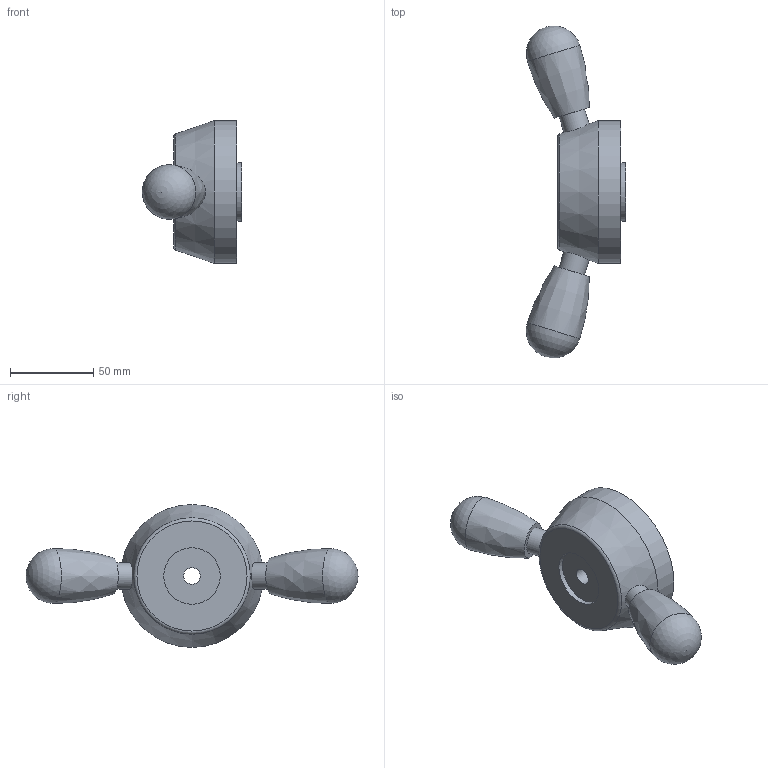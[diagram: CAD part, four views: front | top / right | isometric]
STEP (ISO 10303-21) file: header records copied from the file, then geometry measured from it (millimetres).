
FILE_DESCRIPTION(/* description */ (''),/* implementation_level */ '2;1');
FILE_NAME(/* name */ 'TA200.dxf',/* time_stamp */ '2012-11-23T18:03:24+08:00',/* author */ (''),/* organization */ (''),/* preprocessor_version */ 'ST-DEVELOPER v9',/* originating_system */ 'UGS - NX 4.0',/* authorisation */ '');
FILE_SCHEMA (('CONFIG_CONTROL_DESIGN'));
Length unit declared in the file: millimetre
Products named in the file (1): AdmiA025xqle
Bounding box: 59.92 x 199.93 x 86 mm (x, y, z)
Volume: 240726 mm3; surface area: 36579.3 mm2
Topology: 1 solids, 1 shells, 36 faces, 82 edges, 54 vertices
Faces by surface type: cylinder 14, plane 14, cone 3, bspline 2, sphere 2, torus 1
Full cylindrical faces by diameter (mm): 10 x1, 16 x2, 34 x1, 35 x1, 86 x1
Entity records: 1092 total; most frequent: CARTESIAN_POINT 295, DIRECTION 142, ORIENTED_EDGE 128, EDGE_CURVE 64, AXIS2_PLACEMENT_3D 63, EDGE_LOOP 56, VERTEX_POINT 48, ADVANCED_FACE 36
